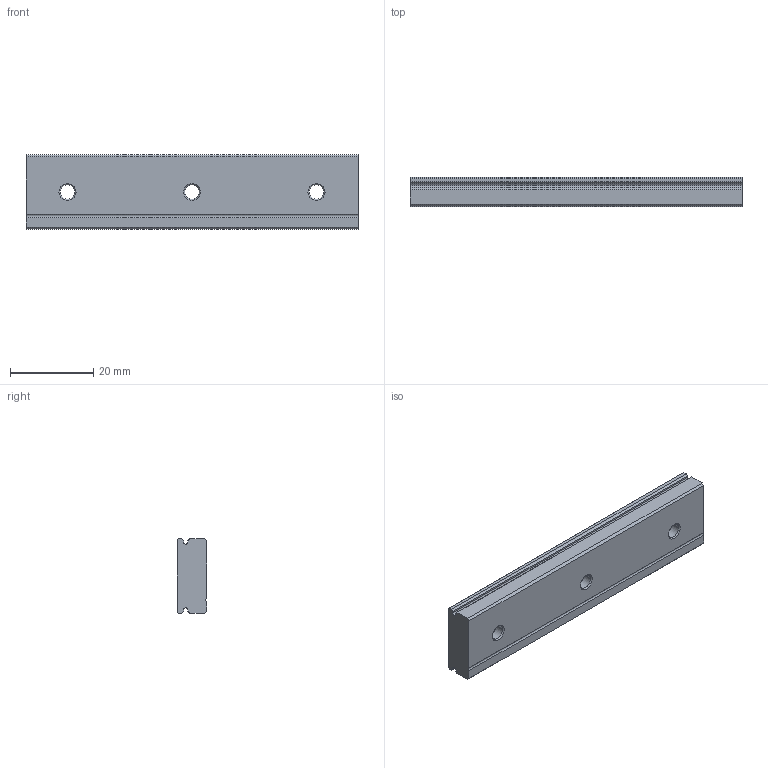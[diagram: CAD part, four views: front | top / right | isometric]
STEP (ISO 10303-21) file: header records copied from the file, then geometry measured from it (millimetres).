
FILE_DESCRIPTION (( 'STEP AP203' ), '1' );
FILE_NAME ('mgwr9.STEP', '2007-10-22T12:29:30', ( 'HIWIN GmbH' ), ( '77654 Offenburg' ), 'SwSTEP 2.0', 'SolidWorks 2006104', '' );
FILE_SCHEMA (( 'CONFIG_CONTROL_DESIGN' ));
Length unit declared in the file: millimetre
Products named in the file (1): mgwr9
Bounding box: 80 x 7 x 18 mm (x, y, z)
Volume: 9350.5 mm3; surface area: 4732.4 mm2
Topology: 1 solids, 1 shells, 67 faces, 168 edges, 103 vertices
Faces by surface type: cylinder 26, plane 23, cone 18
Entity records: 2088 total; most frequent: DIRECTION 377, CARTESIAN_POINT 339, ORIENTED_EDGE 336, EDGE_CURVE 168, AXIS2_PLACEMENT_3D 141, VERTEX_POINT 103, LINE 95, VECTOR 95
